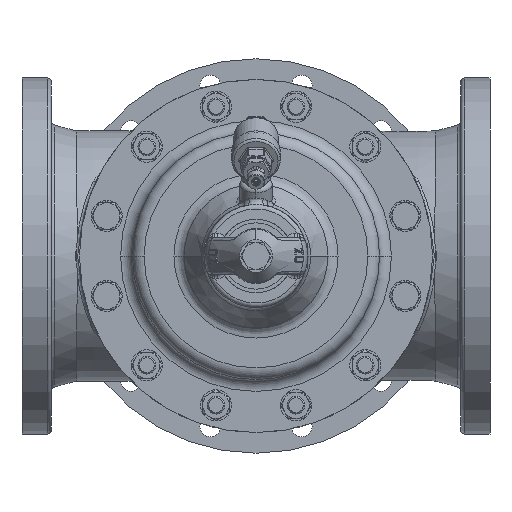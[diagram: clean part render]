
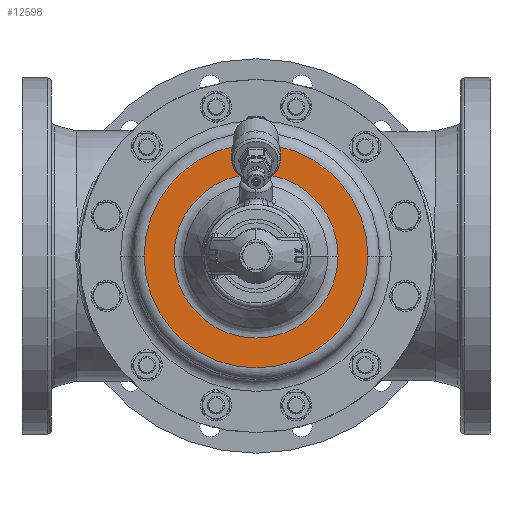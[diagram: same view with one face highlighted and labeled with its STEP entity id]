
A CAD part, front view. The second image highlights one B-rep face of the part: STEP entity #12598.
In plain terms, the highlighted planar face has unit normal (0, -1, 0).
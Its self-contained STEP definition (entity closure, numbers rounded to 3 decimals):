
#1477 = CIRCLE ( 'NONE', #13161, 76. ) ;
#1484 = CIRCLE ( 'NONE', #13156, 55.731 ) ;
#3427 = ORIENTED_EDGE ( 'NONE', *, *, #20033, .T. ) ;
#3582 = CARTESIAN_POINT ( 'NONE',  ( -76., -300., 0. ) ) ;
#3673 = CARTESIAN_POINT ( 'NONE',  ( 76., -300., 0. ) ) ;
#3693 = CARTESIAN_POINT ( 'NONE',  ( 55.731, -300., 0. ) ) ;
#3927 = ORIENTED_EDGE ( 'NONE', *, *, #65816, .T. ) ;
#4562 = ORIENTED_EDGE ( 'NONE', *, *, #65825, .T. ) ;
#4850 = ORIENTED_EDGE ( 'NONE', *, *, #20056, .T. ) ;
#12598 = ADVANCED_FACE ( 'NONE', ( #36687, #37229 ), #76940, .F. ) ;
#13156 = AXIS2_PLACEMENT_3D ( 'NONE', #47939, #47933, #47935 ) ;
#13161 = AXIS2_PLACEMENT_3D ( 'NONE', #47880, #47874, #47873 ) ;
#20033 = EDGE_CURVE ( 'NONE', #83186, #83603, #1484, .T. ) ;
#20056 = EDGE_CURVE ( 'NONE', #83488, #83577, #1477, .T. ) ;
#32400 = CARTESIAN_POINT ( 'NONE',  ( -55.731, -300., 0. ) ) ;
#36687 = FACE_OUTER_BOUND ( 'NONE', #48519, .T. ) ;
#36899 = CARTESIAN_POINT ( 'NONE',  ( 0., -300., 0. ) ) ;
#36913 = DIRECTION ( 'NONE',  ( 0., 1., 0. ) ) ;
#36914 = DIRECTION ( 'NONE',  ( 1., 0., 0. ) ) ;
#36936 = CARTESIAN_POINT ( 'NONE',  ( 0., -300., 0. ) ) ;
#36945 = DIRECTION ( 'NONE',  ( 0., -1., 0. ) ) ;
#36946 = DIRECTION ( 'NONE',  ( 1., 0., 0. ) ) ;
#37229 = FACE_BOUND ( 'NONE', #48511, .T. ) ;
#41405 = CIRCLE ( 'NONE', #74897, 55.731 ) ;
#41415 = CIRCLE ( 'NONE', #74913, 76. ) ;
#47873 = DIRECTION ( 'NONE',  ( 1., 0., 0. ) ) ;
#47874 = DIRECTION ( 'NONE',  ( 0., -1., 0. ) ) ;
#47880 = CARTESIAN_POINT ( 'NONE',  ( 0., -300., 0. ) ) ;
#47933 = DIRECTION ( 'NONE',  ( 0., 1., 0. ) ) ;
#47935 = DIRECTION ( 'NONE',  ( 1., 0., 0. ) ) ;
#47939 = CARTESIAN_POINT ( 'NONE',  ( 0., -300., 0. ) ) ;
#48511 = EDGE_LOOP ( 'NONE', ( #3927, #3427 ) ) ;
#48519 = EDGE_LOOP ( 'NONE', ( #4562, #4850 ) ) ;
#51775 = AXIS2_PLACEMENT_3D ( 'NONE', #76401, #76407, #76408 ) ;
#65816 = EDGE_CURVE ( 'NONE', #83603, #83186, #41405, .T. ) ;
#65825 = EDGE_CURVE ( 'NONE', #83577, #83488, #41415, .T. ) ;
#74897 = AXIS2_PLACEMENT_3D ( 'NONE', #36899, #36913, #36914 ) ;
#74913 = AXIS2_PLACEMENT_3D ( 'NONE', #36936, #36945, #36946 ) ;
#76401 = CARTESIAN_POINT ( 'NONE',  ( 0., -300., 84. ) ) ;
#76407 = DIRECTION ( 'NONE',  ( 0., 1., 0. ) ) ;
#76408 = DIRECTION ( 'NONE',  ( 1., 0., 0. ) ) ;
#76940 = PLANE ( 'NONE',  #51775 ) ;
#83186 = VERTEX_POINT ( 'NONE', #32400 ) ;
#83488 = VERTEX_POINT ( 'NONE', #3582 ) ;
#83577 = VERTEX_POINT ( 'NONE', #3673 ) ;
#83603 = VERTEX_POINT ( 'NONE', #3693 ) ;
